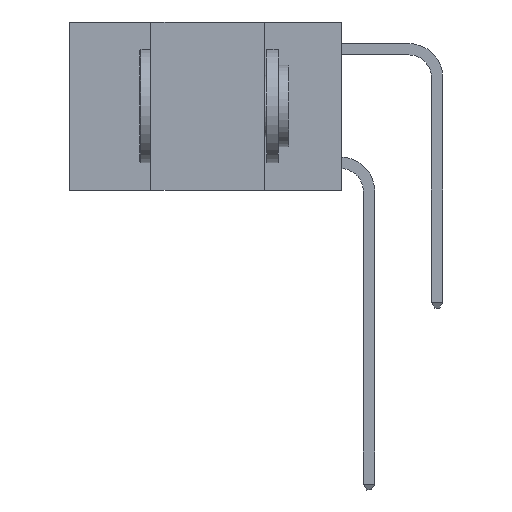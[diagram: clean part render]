
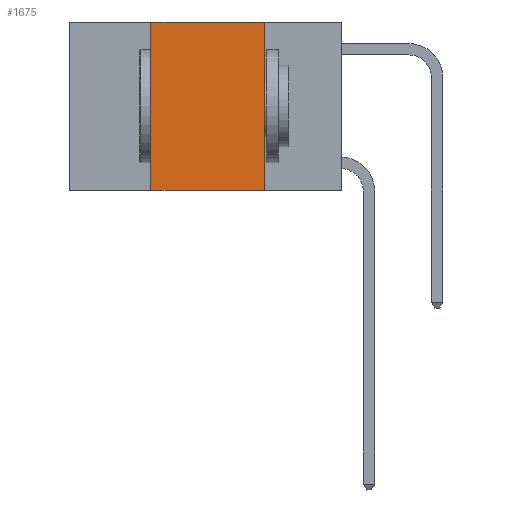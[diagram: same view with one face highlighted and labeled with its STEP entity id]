
A CAD part, left-side view. The second image highlights one B-rep face of the part: STEP entity #1675.
In plain terms, the highlighted planar face has unit normal (-1, 0, 0).
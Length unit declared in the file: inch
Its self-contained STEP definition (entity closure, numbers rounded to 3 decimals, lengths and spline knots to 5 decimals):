
#549 = CARTESIAN_POINT ( 'NONE',  ( 0., 0.6, -0.37 ) ) ;
#668 = VERTEX_POINT ( 'NONE', #6495 ) ;
#1544 = DIRECTION ( 'NONE',  ( 0., 0., 1. ) ) ;
#1571 = DIRECTION ( 'NONE',  ( 0., 0., -1. ) ) ;
#1675 = ADVANCED_FACE ( 'NONE', ( #11116 ), #5227, .F. ) ;
#2208 = AXIS2_PLACEMENT_3D ( 'NONE', #9631, #7114, #1571 ) ;
#2795 = VECTOR ( 'NONE', #3552, 39.37008 ) ;
#2824 = EDGE_LOOP ( 'NONE', ( #8118, #10633, #3573, #3846 ) ) ;
#2903 = DIRECTION ( 'NONE',  ( 0., -1., 0. ) ) ;
#3552 = DIRECTION ( 'NONE',  ( 0., -1., 0. ) ) ;
#3573 = ORIENTED_EDGE ( 'NONE', *, *, #10334, .F. ) ;
#3846 = ORIENTED_EDGE ( 'NONE', *, *, #6566, .T. ) ;
#4119 = CARTESIAN_POINT ( 'NONE',  ( 0., 0.17, -0.37 ) ) ;
#4673 = VERTEX_POINT ( 'NONE', #4961 ) ;
#4929 = VECTOR ( 'NONE', #2903, 39.37008 ) ;
#4961 = CARTESIAN_POINT ( 'NONE',  ( 0., 0.42, 0. ) ) ;
#5227 = PLANE ( 'NONE',  #2208 ) ;
#5257 = VERTEX_POINT ( 'NONE', #4119 ) ;
#5523 = LINE ( 'NONE', #549, #2795 ) ;
#6197 = CARTESIAN_POINT ( 'NONE',  ( 0., 0.42, -0.37 ) ) ;
#6244 = EDGE_CURVE ( 'NONE', #4673, #668, #6536, .T. ) ;
#6333 = CARTESIAN_POINT ( 'NONE',  ( 0., 0.17, 0. ) ) ;
#6495 = CARTESIAN_POINT ( 'NONE',  ( 0., 0.17, 0. ) ) ;
#6536 = LINE ( 'NONE', #8339, #4929 ) ;
#6566 = EDGE_CURVE ( 'NONE', #11463, #5257, #5523, .T. ) ;
#6747 = EDGE_CURVE ( 'NONE', #668, #5257, #7261, .T. ) ;
#7114 = DIRECTION ( 'NONE',  ( 1., 0., 0. ) ) ;
#7201 = VECTOR ( 'NONE', #1544, 39.37008 ) ;
#7261 = LINE ( 'NONE', #6333, #9507 ) ;
#7742 = LINE ( 'NONE', #10482, #7201 ) ;
#8118 = ORIENTED_EDGE ( 'NONE', *, *, #6747, .F. ) ;
#8339 = CARTESIAN_POINT ( 'NONE',  ( 0., 0.6, 0. ) ) ;
#9507 = VECTOR ( 'NONE', #9820, 39.37008 ) ;
#9631 = CARTESIAN_POINT ( 'NONE',  ( 0., 0.6, 0. ) ) ;
#9820 = DIRECTION ( 'NONE',  ( 0., 0., -1. ) ) ;
#10334 = EDGE_CURVE ( 'NONE', #11463, #4673, #7742, .T. ) ;
#10482 = CARTESIAN_POINT ( 'NONE',  ( 0., 0.42, 0. ) ) ;
#10633 = ORIENTED_EDGE ( 'NONE', *, *, #6244, .F. ) ;
#11116 = FACE_OUTER_BOUND ( 'NONE', #2824, .T. ) ;
#11463 = VERTEX_POINT ( 'NONE', #6197 ) ;
